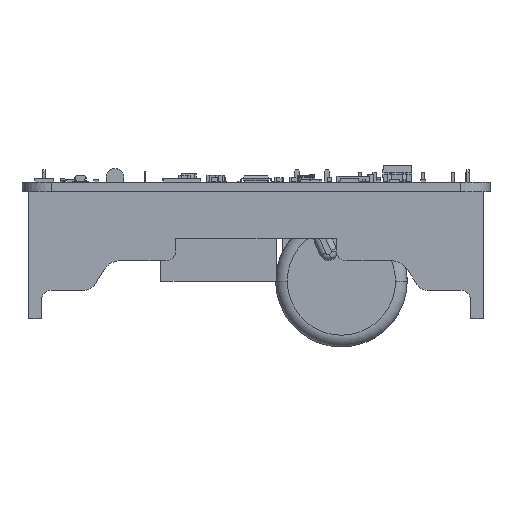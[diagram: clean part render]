
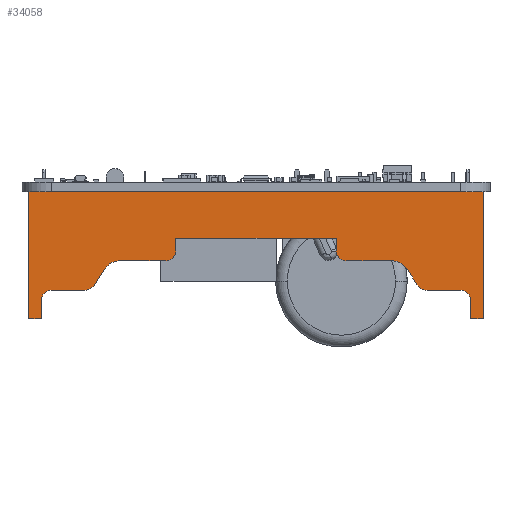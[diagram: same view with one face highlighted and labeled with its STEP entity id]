
A CAD part, left-side view. The second image highlights one B-rep face of the part: STEP entity #34058.
In plain terms, the highlighted face is planar.
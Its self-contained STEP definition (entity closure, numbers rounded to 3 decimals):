
#33089 = VERTEX_POINT('',#33090);
#33090 = CARTESIAN_POINT('',(-38.825,0.,-10.4));
#33096 = EDGE_CURVE('',#33089,#33097,#33099,.T.);
#33097 = VERTEX_POINT('',#33098);
#33098 = CARTESIAN_POINT('',(38.825,0.,-10.4));
#33099 = LINE('',#33100,#33101);
#33100 = CARTESIAN_POINT('',(-36.725,0.,-10.4));
#33101 = VECTOR('',#33102,1.);
#33102 = DIRECTION('',(1.,0.,0.));
#33467 = VERTEX_POINT('',#33468);
#33468 = CARTESIAN_POINT('',(-13.695,7.9,-10.4));
#33485 = VERTEX_POINT('',#33486);
#33486 = CARTESIAN_POINT('',(13.695,7.9,-10.4));
#33492 = EDGE_CURVE('',#33485,#33467,#33493,.T.);
#33493 = LINE('',#33494,#33495);
#33494 = CARTESIAN_POINT('',(-13.695,7.9,-10.4));
#33495 = VECTOR('',#33496,1.);
#33496 = DIRECTION('',(-1.,0.,0.));
#33551 = VERTEX_POINT('',#33552);
#33552 = CARTESIAN_POINT('',(-36.713,18.405,-10.4));
#33558 = EDGE_CURVE('',#33559,#33551,#33561,.T.);
#33559 = VERTEX_POINT('',#33560);
#33560 = CARTESIAN_POINT('',(-34.925,16.81,-10.4));
#33561 = CIRCLE('',#33562,1.8);
#33562 = AXIS2_PLACEMENT_3D('',#33563,#33564,#33565);
#33563 = CARTESIAN_POINT('',(-34.925,18.61,-10.4));
#33564 = DIRECTION('',(0.,0.,-1.));
#33565 = DIRECTION('',(1.,0.,0.));
#33599 = VERTEX_POINT('',#33600);
#33600 = CARTESIAN_POINT('',(-29.245,16.81,-10.4));
#33606 = EDGE_CURVE('',#33599,#33559,#33607,.T.);
#33607 = LINE('',#33608,#33609);
#33608 = CARTESIAN_POINT('',(-34.925,16.81,-10.4));
#33609 = VECTOR('',#33610,1.);
#33610 = DIRECTION('',(-1.,0.,0.));
#33631 = VERTEX_POINT('',#33632);
#33632 = CARTESIAN_POINT('',(-23.185,11.76,-10.4));
#33638 = EDGE_CURVE('',#33631,#33599,#33639,.T.);
#33639 = B_SPLINE_CURVE_WITH_KNOTS('',3,(#33640,#33641,#33642,#33643),
  .UNSPECIFIED.,.F.,.F.,(4,4),(0.,1.),.PIECEWISE_BEZIER_KNOTS.);
#33640 = CARTESIAN_POINT('',(-23.185,11.76,-10.4));
#33641 = CARTESIAN_POINT('',(-26.813,11.79,-10.4));
#33642 = CARTESIAN_POINT('',(-26.616,16.786,-10.4));
#33643 = CARTESIAN_POINT('',(-29.245,16.81,-10.4));
#33667 = VERTEX_POINT('',#33668);
#33668 = CARTESIAN_POINT('',(-15.495,11.76,-10.4));
#33674 = EDGE_CURVE('',#33667,#33631,#33675,.T.);
#33675 = LINE('',#33676,#33677);
#33676 = CARTESIAN_POINT('',(-23.185,11.76,-10.4));
#33677 = VECTOR('',#33678,1.);
#33678 = DIRECTION('',(-1.,0.,0.));
#33691 = VERTEX_POINT('',#33692);
#33692 = CARTESIAN_POINT('',(-13.695,9.96,-10.4));
#33698 = EDGE_CURVE('',#33691,#33667,#33699,.T.);
#33699 = CIRCLE('',#33700,1.8);
#33700 = AXIS2_PLACEMENT_3D('',#33701,#33702,#33703);
#33701 = CARTESIAN_POINT('',(-15.495,9.96,-10.4));
#33702 = DIRECTION('',(0.,0.,1.));
#33703 = DIRECTION('',(-1.,0.,0.));
#33721 = EDGE_CURVE('',#33467,#33691,#33722,.T.);
#33722 = LINE('',#33723,#33724);
#33723 = CARTESIAN_POINT('',(-13.695,9.96,-10.4));
#33724 = VECTOR('',#33725,1.);
#33725 = DIRECTION('',(0.,1.,0.));
#33755 = VERTEX_POINT('',#33756);
#33756 = CARTESIAN_POINT('',(13.695,9.96,-10.4));
#33762 = EDGE_CURVE('',#33755,#33485,#33763,.T.);
#33763 = LINE('',#33764,#33765);
#33764 = CARTESIAN_POINT('',(13.695,9.96,-10.4));
#33765 = VECTOR('',#33766,1.);
#33766 = DIRECTION('',(0.,-1.,0.));
#33787 = VERTEX_POINT('',#33788);
#33788 = CARTESIAN_POINT('',(15.495,11.76,-10.4));
#33794 = EDGE_CURVE('',#33787,#33755,#33795,.T.);
#33795 = CIRCLE('',#33796,1.8);
#33796 = AXIS2_PLACEMENT_3D('',#33797,#33798,#33799);
#33797 = CARTESIAN_POINT('',(15.495,9.96,-10.4));
#33798 = DIRECTION('',(0.,0.,1.));
#33799 = DIRECTION('',(1.,0.,0.));
#33819 = VERTEX_POINT('',#33820);
#33820 = CARTESIAN_POINT('',(23.185,11.76,-10.4));
#33826 = EDGE_CURVE('',#33819,#33787,#33827,.T.);
#33827 = LINE('',#33828,#33829);
#33828 = CARTESIAN_POINT('',(23.185,11.76,-10.4));
#33829 = VECTOR('',#33830,1.);
#33830 = DIRECTION('',(-1.,0.,0.));
#33851 = VERTEX_POINT('',#33852);
#33852 = CARTESIAN_POINT('',(29.245,16.81,-10.4));
#33858 = EDGE_CURVE('',#33851,#33819,#33859,.T.);
#33859 = B_SPLINE_CURVE_WITH_KNOTS('',3,(#33860,#33861,#33862,#33863),
  .UNSPECIFIED.,.F.,.F.,(4,4),(0.,1.),.PIECEWISE_BEZIER_KNOTS.);
#33860 = CARTESIAN_POINT('',(29.245,16.81,-10.4));
#33861 = CARTESIAN_POINT('',(26.616,16.786,-10.4));
#33862 = CARTESIAN_POINT('',(26.813,11.79,-10.4));
#33863 = CARTESIAN_POINT('',(23.185,11.76,-10.4));
#33887 = VERTEX_POINT('',#33888);
#33888 = CARTESIAN_POINT('',(34.925,16.81,-10.4));
#33894 = EDGE_CURVE('',#33887,#33851,#33895,.T.);
#33895 = LINE('',#33896,#33897);
#33896 = CARTESIAN_POINT('',(34.925,16.81,-10.4));
#33897 = VECTOR('',#33898,1.);
#33898 = DIRECTION('',(-1.,0.,0.));
#33910 = EDGE_CURVE('',#33911,#33887,#33913,.T.);
#33911 = VERTEX_POINT('',#33912);
#33912 = CARTESIAN_POINT('',(36.713,18.405,-10.4));
#33913 = CIRCLE('',#33914,1.8);
#33914 = AXIS2_PLACEMENT_3D('',#33915,#33916,#33917);
#33915 = CARTESIAN_POINT('',(34.925,18.61,-10.4));
#33916 = DIRECTION('',(0.,0.,-1.));
#33917 = DIRECTION('',(-1.,0.,0.));
#34058 = ADVANCED_FACE('',(#34059),#34135,.F.);
#34059 = FACE_BOUND('',#34060,.T.);
#34060 = EDGE_LOOP('',(#34061,#34062,#34070,#34078,#34086,#34092,#34093,
    #34094,#34095,#34096,#34097,#34098,#34099,#34100,#34101,#34102,
    #34103,#34104,#34105,#34113,#34121,#34129));
#34061 = ORIENTED_EDGE('',*,*,#33096,.F.);
#34062 = ORIENTED_EDGE('',*,*,#34063,.F.);
#34063 = EDGE_CURVE('',#34064,#33089,#34066,.T.);
#34064 = VERTEX_POINT('',#34065);
#34065 = CARTESIAN_POINT('',(-38.825,21.65,-10.4));
#34066 = LINE('',#34067,#34068);
#34067 = CARTESIAN_POINT('',(-38.825,21.65,-10.4));
#34068 = VECTOR('',#34069,1.);
#34069 = DIRECTION('',(0.,-1.,0.));
#34070 = ORIENTED_EDGE('',*,*,#34071,.T.);
#34071 = EDGE_CURVE('',#34064,#34072,#34074,.T.);
#34072 = VERTEX_POINT('',#34073);
#34073 = CARTESIAN_POINT('',(-36.725,21.65,-10.4));
#34074 = LINE('',#34075,#34076);
#34075 = CARTESIAN_POINT('',(-38.825,21.65,-10.4));
#34076 = VECTOR('',#34077,1.);
#34077 = DIRECTION('',(1.,0.,0.));
#34078 = ORIENTED_EDGE('',*,*,#34079,.T.);
#34079 = EDGE_CURVE('',#34072,#34080,#34082,.T.);
#34080 = VERTEX_POINT('',#34081);
#34081 = CARTESIAN_POINT('',(-36.725,18.405,-10.4));
#34082 = LINE('',#34083,#34084);
#34083 = CARTESIAN_POINT('',(-36.725,21.65,-10.4));
#34084 = VECTOR('',#34085,1.);
#34085 = DIRECTION('',(0.,-1.,0.));
#34086 = ORIENTED_EDGE('',*,*,#34087,.T.);
#34087 = EDGE_CURVE('',#34080,#33551,#34088,.T.);
#34088 = LINE('',#34089,#34090);
#34089 = CARTESIAN_POINT('',(-34.925,18.405,-10.4));
#34090 = VECTOR('',#34091,1.);
#34091 = DIRECTION('',(1.,0.,0.));
#34092 = ORIENTED_EDGE('',*,*,#33558,.F.);
#34093 = ORIENTED_EDGE('',*,*,#33606,.F.);
#34094 = ORIENTED_EDGE('',*,*,#33638,.F.);
#34095 = ORIENTED_EDGE('',*,*,#33674,.F.);
#34096 = ORIENTED_EDGE('',*,*,#33698,.F.);
#34097 = ORIENTED_EDGE('',*,*,#33721,.F.);
#34098 = ORIENTED_EDGE('',*,*,#33492,.F.);
#34099 = ORIENTED_EDGE('',*,*,#33762,.F.);
#34100 = ORIENTED_EDGE('',*,*,#33794,.F.);
#34101 = ORIENTED_EDGE('',*,*,#33826,.F.);
#34102 = ORIENTED_EDGE('',*,*,#33858,.F.);
#34103 = ORIENTED_EDGE('',*,*,#33894,.F.);
#34104 = ORIENTED_EDGE('',*,*,#33910,.F.);
#34105 = ORIENTED_EDGE('',*,*,#34106,.T.);
#34106 = EDGE_CURVE('',#33911,#34107,#34109,.T.);
#34107 = VERTEX_POINT('',#34108);
#34108 = CARTESIAN_POINT('',(36.725,18.405,-10.4));
#34109 = LINE('',#34110,#34111);
#34110 = CARTESIAN_POINT('',(-34.925,18.405,-10.4));
#34111 = VECTOR('',#34112,1.);
#34112 = DIRECTION('',(1.,0.,0.));
#34113 = ORIENTED_EDGE('',*,*,#34114,.F.);
#34114 = EDGE_CURVE('',#34115,#34107,#34117,.T.);
#34115 = VERTEX_POINT('',#34116);
#34116 = CARTESIAN_POINT('',(36.725,21.65,-10.4));
#34117 = LINE('',#34118,#34119);
#34118 = CARTESIAN_POINT('',(36.725,21.65,-10.4));
#34119 = VECTOR('',#34120,1.);
#34120 = DIRECTION('',(0.,-1.,0.));
#34121 = ORIENTED_EDGE('',*,*,#34122,.T.);
#34122 = EDGE_CURVE('',#34115,#34123,#34125,.T.);
#34123 = VERTEX_POINT('',#34124);
#34124 = CARTESIAN_POINT('',(38.825,21.65,-10.4));
#34125 = LINE('',#34126,#34127);
#34126 = CARTESIAN_POINT('',(36.725,21.65,-10.4));
#34127 = VECTOR('',#34128,1.);
#34128 = DIRECTION('',(1.,0.,0.));
#34129 = ORIENTED_EDGE('',*,*,#34130,.T.);
#34130 = EDGE_CURVE('',#34123,#33097,#34131,.T.);
#34131 = LINE('',#34132,#34133);
#34132 = CARTESIAN_POINT('',(38.825,21.65,-10.4));
#34133 = VECTOR('',#34134,1.);
#34134 = DIRECTION('',(0.,-1.,0.));
#34135 = PLANE('',#34136);
#34136 = AXIS2_PLACEMENT_3D('',#34137,#34138,#34139);
#34137 = CARTESIAN_POINT('',(-34.925,18.61,-10.4));
#34138 = DIRECTION('',(0.,0.,1.));
#34139 = DIRECTION('',(1.,0.,0.));
